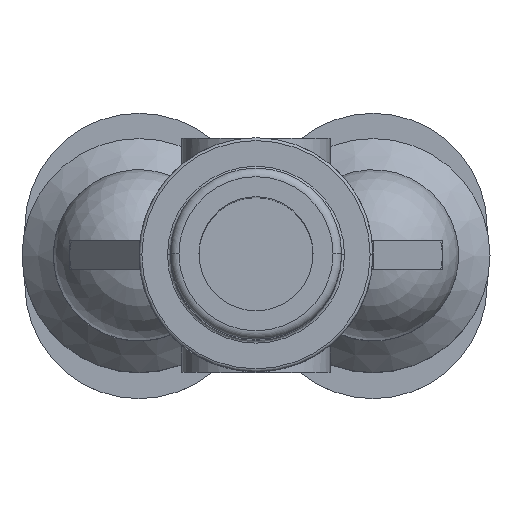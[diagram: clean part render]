
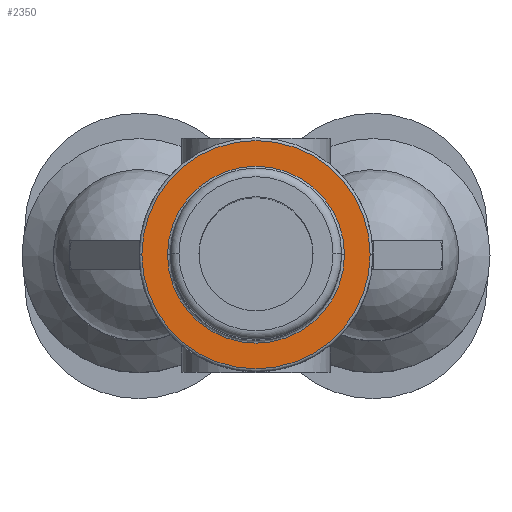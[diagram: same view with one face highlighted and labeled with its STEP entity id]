
A CAD part, top view. The second image highlights one B-rep face of the part: STEP entity #2350.
In plain terms, the highlighted face is planar.
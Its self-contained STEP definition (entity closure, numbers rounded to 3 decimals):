
#790=CARTESIAN_POINT('',(3.1,0.,-3.3));
#791=VERTEX_POINT('',#790);
#806=CARTESIAN_POINT('',(-3.1,0.,-3.3));
#807=VERTEX_POINT('',#806);
#815=CARTESIAN_POINT('',(0.,0.,-3.3));
#816=DIRECTION('',(0.0,0.0,-1.0));
#817=DIRECTION('',(-1.0,0.0,0.0));
#818=AXIS2_PLACEMENT_3D('',#815,#816,#817);
#819=CIRCLE('',#818,3.1);
#820=EDGE_CURVE('',#807,#791,#819,.T.);
#890=CARTESIAN_POINT('',(4.,0.,-3.3));
#891=VERTEX_POINT('',#890);
#900=CARTESIAN_POINT('',(-4.,0.,-3.3));
#901=VERTEX_POINT('',#900);
#909=CARTESIAN_POINT('',(0.,0.,-3.3));
#910=DIRECTION('',(0.0,0.0,1.0));
#911=DIRECTION('',(-1.0,0.0,0.0));
#912=AXIS2_PLACEMENT_3D('',#909,#910,#911);
#913=CIRCLE('',#912,4.);
#914=EDGE_CURVE('',#901,#891,#913,.T.);
#2313=CARTESIAN_POINT('',(0.,0.,-3.3));
#2314=DIRECTION('',(0.0,0.0,1.0));
#2315=DIRECTION('',(-1.0,0.0,0.0));
#2316=AXIS2_PLACEMENT_3D('',#2313,#2314,#2315);
#2317=CIRCLE('',#2316,4.);
#2318=EDGE_CURVE('',#891,#901,#2317,.T.);
#2331=CARTESIAN_POINT('',(0.,0.,-3.3));
#2332=DIRECTION('',(0.0,0.0,1.0));
#2333=DIRECTION('',(1.0,0.0,0.0));
#2334=AXIS2_PLACEMENT_3D('',#2331,#2332,#2333);
#2335=PLANE('',#2334);
#2336=ORIENTED_EDGE('',*,*,#2318,.F.);
#2337=ORIENTED_EDGE('',*,*,#914,.F.);
#2338=EDGE_LOOP('',(#2336,#2337));
#2339=FACE_OUTER_BOUND('',#2338,.T.);
#2340=CARTESIAN_POINT('',(0.,0.,-3.3));
#2341=DIRECTION('',(0.0,0.0,-1.0));
#2342=DIRECTION('',(-1.0,0.0,0.0));
#2343=AXIS2_PLACEMENT_3D('',#2340,#2341,#2342);
#2344=CIRCLE('',#2343,3.1);
#2345=EDGE_CURVE('',#791,#807,#2344,.T.);
#2346=ORIENTED_EDGE('',*,*,#2345,.F.);
#2347=ORIENTED_EDGE('',*,*,#820,.F.);
#2348=EDGE_LOOP('',(#2346,#2347));
#2349=FACE_BOUND('',#2348,.T.);
#2350=ADVANCED_FACE('',(#2339,#2349),#2335,.F.);
